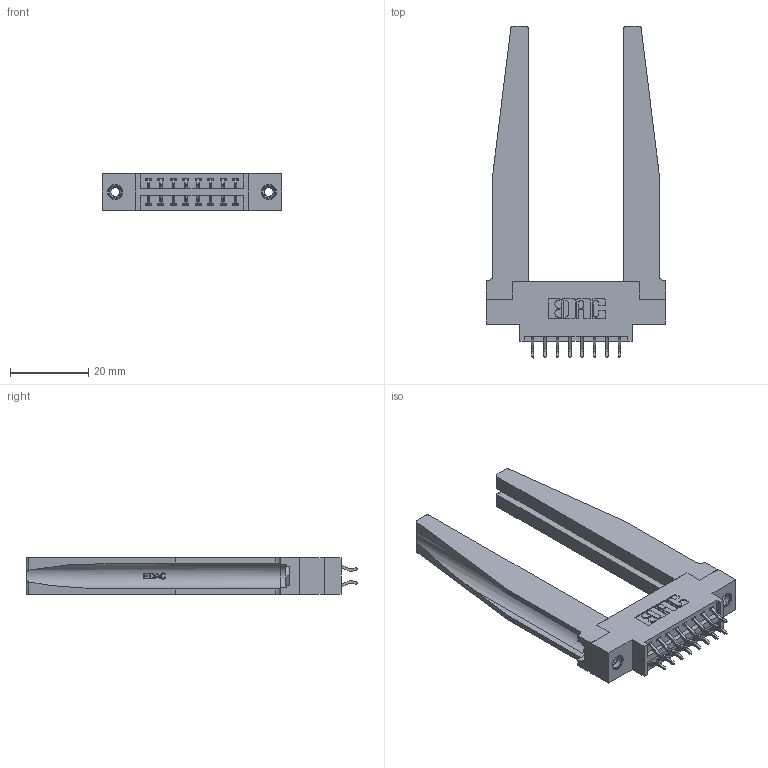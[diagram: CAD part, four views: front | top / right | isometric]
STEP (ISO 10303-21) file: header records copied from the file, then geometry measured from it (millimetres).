
FILE_DESCRIPTION (( 'STEP AP203' ), '1' );
FILE_NAME ('396-016-556-878.STEP', '2019-11-01T17:42:23', ( '' ), ( '' ), 'SwSTEP 2.0', 'SolidWorks 2016', '' );
FILE_SCHEMA (( 'CONFIG_CONTROL_DESIGN' ));
Length unit declared in the file: inch
Products named in the file (5): 345-250-001_345-250-001-102; 396-016-556-878; 346 Part_0.170 Offset - 0.156 Dia-TH; 345-292-001_556 Tail; 346-220-078_345-220-078
Assembly tree (21 placements, depth 2):
  396-016-556-878
    346 Part_0.170 Offset - 0.156 Dia-TH
    345-292-001_556 Tail  x16
    346-220-078_345-220-078  x2
    345-250-001_345-250-001-102  x2
Bounding box: 45.97 x 84.84 x 9.4 mm (x, y, z)
Volume: 10972.6 mm3; surface area: 11753.7 mm2
Topology: 21 solids, 21 shells, 1288 faces, 3717 edges, 2446 vertices
Faces by surface type: plane 846, cylinder 390, bspline 36, cone 12, torus 4
Entity records: 14898 total; most frequent: CARTESIAN_POINT 3455, ORIENTED_EDGE 2266, DIRECTION 2071, EDGE_CURVE 1133, LINE 867, VECTOR 867, VERTEX_POINT 748, AXIS2_PLACEMENT_3D 602
